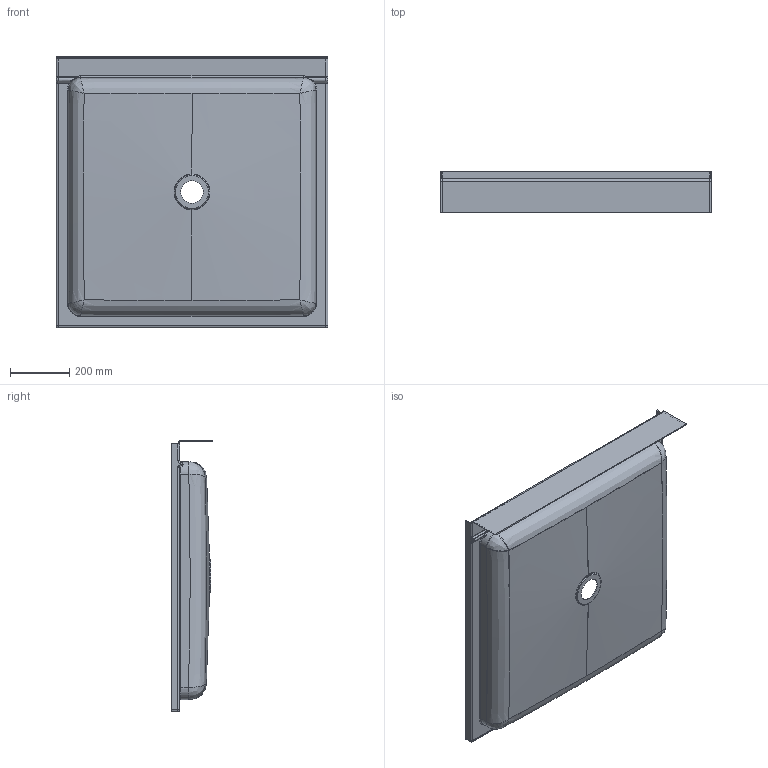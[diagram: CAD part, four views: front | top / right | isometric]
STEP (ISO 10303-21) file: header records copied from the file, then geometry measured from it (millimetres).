
FILE_DESCRIPTION (( 'STEP AP203' ), '1' );
FILE_NAME ('SS-3636.STEP', '2021-01-06T20:33:58', ( '' ), ( '' ), 'SwSTEP 2.0', 'SolidWorks 2020', '' );
FILE_SCHEMA (( 'CONFIG_CONTROL_DESIGN' ));
Length unit declared in the file: inch
Products named in the file (1): SS-3636
Bounding box: 914.4 x 139.7 x 914.4 mm (x, y, z)
Volume: 3784973.8 mm3; surface area: 2397978.2 mm2
Topology: 1 solids, 1 shells, 164 faces, 394 edges, 208 vertices
Faces by surface type: cylinder 52, bspline 36, plane 30, torus 22, cone 12, sphere 12
Entity records: 7535 total; most frequent: CARTESIAN_POINT 4039, ORIENTED_EDGE 732, DIRECTION 710, EDGE_CURVE 366, AXIS2_PLACEMENT_3D 291, VERTEX_POINT 204, EDGE_LOOP 166, ADVANCED_FACE 164
